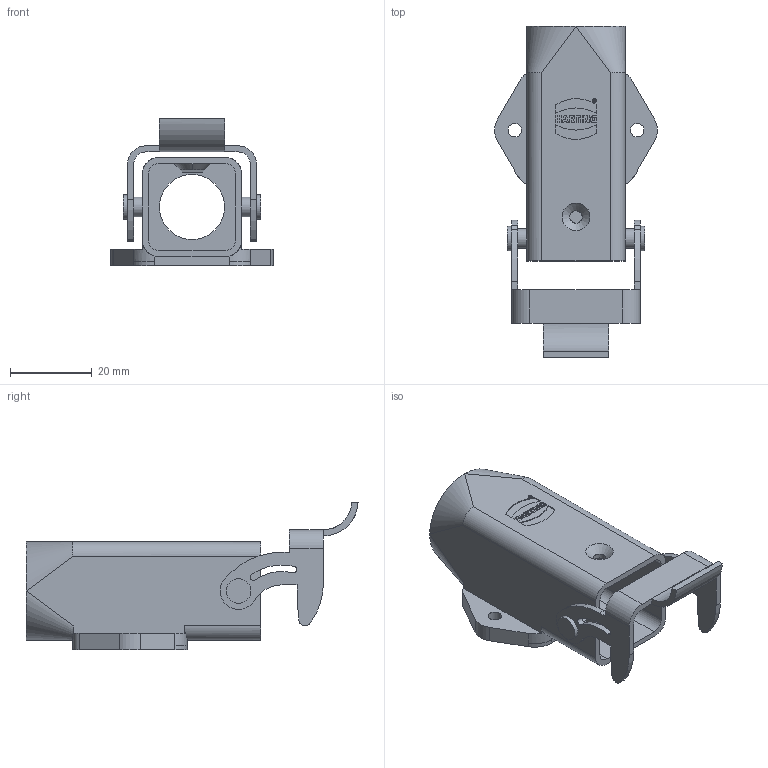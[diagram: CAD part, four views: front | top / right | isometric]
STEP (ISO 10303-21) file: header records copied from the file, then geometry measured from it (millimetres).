
FILE_DESCRIPTION(/* description */ (''),/* implementation_level */ '2;1');
FILE_NAME(/* name */ '100095155ugm000_c.stp',/* time_stamp */ '2019-03-25T16:44:10+01:00',/* author */ (''),/* organization */ (''),/* preprocessor_version */ 'ST-DEVELOPER v16.7',/* originating_system */ 'SIEMENS PLM Software NX 12.0',/* authorisation */ '');
FILE_SCHEMA (('AUTOMOTIVE_DESIGN { 1 0 10303 214 3 1 1 1 }'));
Length unit declared in the file: millimetre
Products named in the file (1): 100095155ugm000_c
Bounding box: 40 x 81.39 x 36.16 mm (x, y, z)
Volume: 11928.5 mm3; surface area: 13176 mm2
Topology: 2 solids, 2 shells, 362 faces, 1010 edges, 673 vertices
Faces by surface type: plane 295, cylinder 56, bspline 10, cone 1
Full cylindrical faces by diameter (mm): 0.753 x1, 0.986 x1, 3.05 x1, 3.3 x2, 4.8 x4, 6 x2, 16 x1, 20 x1
Entity records: 14164 total; most frequent: CARTESIAN_POINT 2335, ORIENTED_EDGE 1982, DIRECTION 1756, EDGE_CURVE 991, LINE 846, VECTOR 846, VERTEX_POINT 667, AXIS2_PLACEMENT_3D 455
